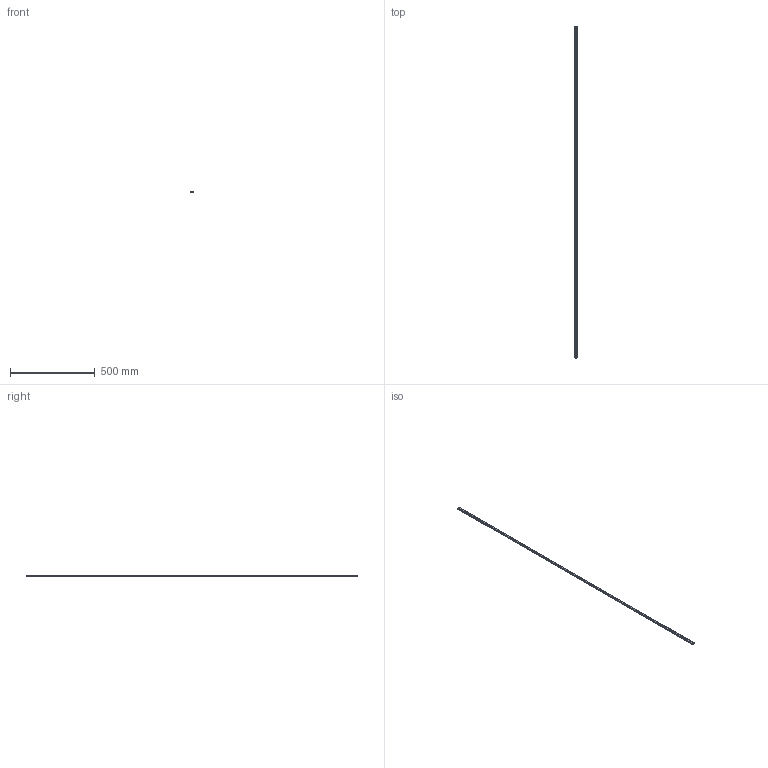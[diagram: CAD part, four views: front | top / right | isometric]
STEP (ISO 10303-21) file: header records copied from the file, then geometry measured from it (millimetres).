
FILE_DESCRIPTION(('STEP AP214'),'1');
FILE_NAME('cctmp_B5C4F6D7-9061-47D4-9E04-B537D12550A9_2021_02_18_16_04_57_0290..stp','2021-02-18T15:04:57',('HIWIN GmbH'),('CADClick - www.CADClick.com'),'Spatial InterOp 3D',' ','unknown authorization');
FILE_SCHEMA(('AUTOMOTIVE_DESIGN'));
Length unit declared in the file: millimetre
Products named in the file (1): MGNR12R1960CM_FILE
Bounding box: 12 x 1960 x 8 mm (x, y, z)
Volume: 167779.5 mm3; surface area: 97520 mm2
Topology: 1 solids, 1 shells, 806 faces, 1689 edges, 1126 vertices
Faces by surface type: cylinder 490, plane 316
Entity records: 28465 total; most frequent: DIRECTION 4283, CARTESIAN_POINT 3622, ORIENTED_EDGE 3378, AXIS2_PLACEMENT_3D 1787, EDGE_CURVE 1689, VERTEX_POINT 1126, EDGE_LOOP 1047, CIRCLE 980
